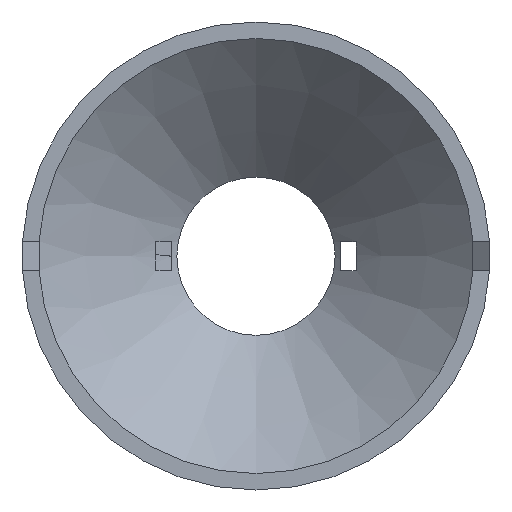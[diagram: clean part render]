
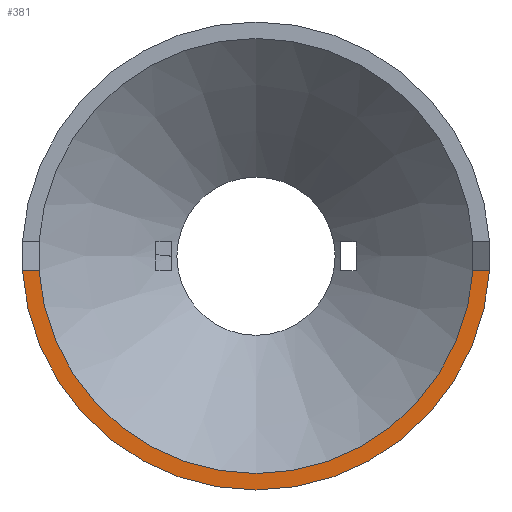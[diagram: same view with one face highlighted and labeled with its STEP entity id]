
A CAD part, top view. The second image highlights one B-rep face of the part: STEP entity #381.
In plain terms, the highlighted face is planar.
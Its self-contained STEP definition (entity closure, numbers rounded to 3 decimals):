
#20=CIRCLE('',#416,17.75);
#22=CIRCLE('',#418,17.75);
#24=CIRCLE('',#421,16.5);
#25=CIRCLE('',#422,16.5);
#45=FACE_OUTER_BOUND('',#64,.T.);
#64=EDGE_LOOP('',(#315,#316,#317,#318,#319,#320));
#72=LINE('',#519,#90);
#85=LINE('',#648,#103);
#90=VECTOR('',#433,10.);
#103=VECTOR('',#470,10.);
#138=VERTEX_POINT('',#509);
#140=VERTEX_POINT('',#515);
#167=VERTEX_POINT('',#642);
#169=VERTEX_POINT('',#647);
#172=VERTEX_POINT('',#665);
#173=VERTEX_POINT('',#672);
#178=EDGE_CURVE('',#138,#140,#72,.T.);
#216=EDGE_CURVE('',#169,#167,#85,.T.);
#224=EDGE_CURVE('',#172,#167,#20,.T.);
#226=EDGE_CURVE('',#138,#172,#22,.T.);
#228=EDGE_CURVE('',#140,#173,#24,.T.);
#229=EDGE_CURVE('',#173,#169,#25,.T.);
#315=ORIENTED_EDGE('',*,*,#178,.T.);
#316=ORIENTED_EDGE('',*,*,#228,.T.);
#317=ORIENTED_EDGE('',*,*,#229,.T.);
#318=ORIENTED_EDGE('',*,*,#216,.T.);
#319=ORIENTED_EDGE('',*,*,#224,.F.);
#320=ORIENTED_EDGE('',*,*,#226,.F.);
#363=PLANE('',#420);
#381=ADVANCED_FACE('',(#45),#363,.T.);
#416=AXIS2_PLACEMENT_3D('',#667,#481,#482);
#418=AXIS2_PLACEMENT_3D('',#669,#485,#486);
#420=AXIS2_PLACEMENT_3D('',#671,#489,#490);
#421=AXIS2_PLACEMENT_3D('',#673,#491,#492);
#422=AXIS2_PLACEMENT_3D('',#674,#493,#494);
#433=DIRECTION('',(-1.,0.,0.));
#470=DIRECTION('',(-1.,0.,0.));
#481=DIRECTION('center_axis',(0.,0.,-1.));
#482=DIRECTION('ref_axis',(1.,0.,0.));
#485=DIRECTION('center_axis',(0.,0.,-1.));
#486=DIRECTION('ref_axis',(1.,0.,0.));
#489=DIRECTION('center_axis',(0.,0.,1.));
#490=DIRECTION('ref_axis',(1.,0.,0.));
#491=DIRECTION('center_axis',(0.,0.,-1.));
#492=DIRECTION('ref_axis',(1.,0.,0.));
#493=DIRECTION('center_axis',(0.,0.,-1.));
#494=DIRECTION('ref_axis',(1.,0.,0.));
#509=CARTESIAN_POINT('',(17.716,-1.1,11.75));
#515=CARTESIAN_POINT('',(16.463,-1.1,11.75));
#519=CARTESIAN_POINT('',(8.6,-1.1,11.75));
#642=CARTESIAN_POINT('',(-17.716,-1.1,11.75));
#647=CARTESIAN_POINT('',(-16.463,-1.1,11.75));
#648=CARTESIAN_POINT('',(-8.6,-1.1,11.75));
#665=CARTESIAN_POINT('',(0.,-17.75,11.75));
#667=CARTESIAN_POINT('Origin',(0.,0.,11.75));
#669=CARTESIAN_POINT('Origin',(0.,0.,11.75));
#671=CARTESIAN_POINT('Origin',(0.,17.75,11.75));
#672=CARTESIAN_POINT('',(0.,-16.5,11.75));
#673=CARTESIAN_POINT('Origin',(0.,0.,11.75));
#674=CARTESIAN_POINT('Origin',(0.,0.,11.75));
